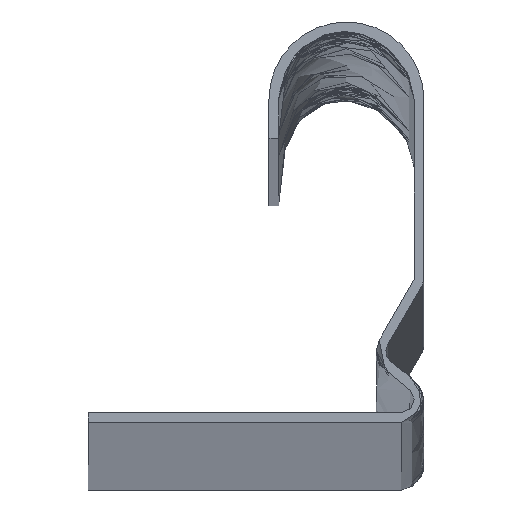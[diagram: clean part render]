
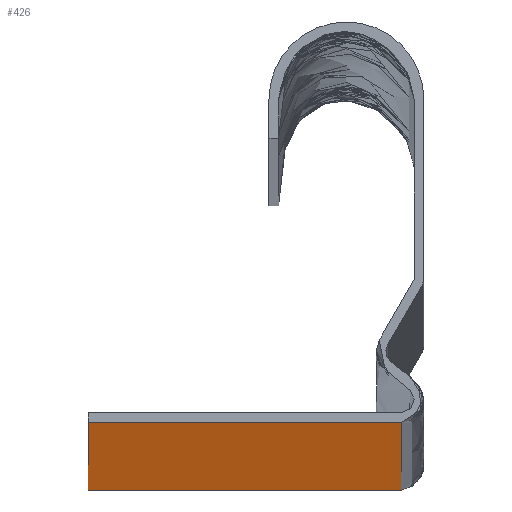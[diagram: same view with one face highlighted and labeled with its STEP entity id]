
A CAD part, top view. The second image highlights one B-rep face of the part: STEP entity #426.
In plain terms, the highlighted planar face has unit normal (0, -1, 0).
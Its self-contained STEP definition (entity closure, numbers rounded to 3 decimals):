
#123=DIRECTION('',(0.,0.,1.));
#124=VECTOR('',#123,3000.);
#125=CARTESIAN_POINT('',(24.25,0.,0.));
#126=LINE('',#125,#124);
#127=DIRECTION('',(1.,0.,0.));
#128=VECTOR('',#127,24.25);
#129=CARTESIAN_POINT('',(0.,0.,0.));
#130=LINE('',#129,#128);
#131=DIRECTION('',(0.,0.,1.));
#132=VECTOR('',#131,3000.);
#133=CARTESIAN_POINT('',(0.,0.,0.));
#134=LINE('',#133,#132);
#135=DIRECTION('',(1.,0.,0.));
#136=VECTOR('',#135,24.25);
#137=CARTESIAN_POINT('',(0.,0.,3000.));
#138=LINE('',#137,#136);
#223=CARTESIAN_POINT('',(0.,0.,0.));
#224=CARTESIAN_POINT('',(24.25,0.,0.));
#225=VERTEX_POINT('',#223);
#226=VERTEX_POINT('',#224);
#238=CARTESIAN_POINT('',(0.,0.,3000.));
#240=VERTEX_POINT('',#238);
#241=CARTESIAN_POINT('',(24.25,0.,3000.));
#242=VERTEX_POINT('',#241);
#414=CARTESIAN_POINT('',(12.125,0.,1500.));
#415=DIRECTION('',(0.,1.,0.));
#416=DIRECTION('',(1.,0.,0.));
#417=AXIS2_PLACEMENT_3D('',#414,#415,#416);
#418=PLANE('',#417);
#419=ORIENTED_EDGE('',*,*,#318,.F.);
#421=ORIENTED_EDGE('',*,*,#420,.T.);
#422=ORIENTED_EDGE('',*,*,#365,.T.);
#423=ORIENTED_EDGE('',*,*,#408,.F.);
#424=EDGE_LOOP('',(#419,#421,#422,#423));
#425=FACE_OUTER_BOUND('',#424,.F.);
#426=ADVANCED_FACE('',(#425),#418,.F.);
#318=EDGE_CURVE('',#225,#226,#130,.T.);
#365=EDGE_CURVE('',#240,#242,#138,.T.);
#408=EDGE_CURVE('',#226,#242,#126,.T.);
#420=EDGE_CURVE('',#225,#240,#134,.T.);
